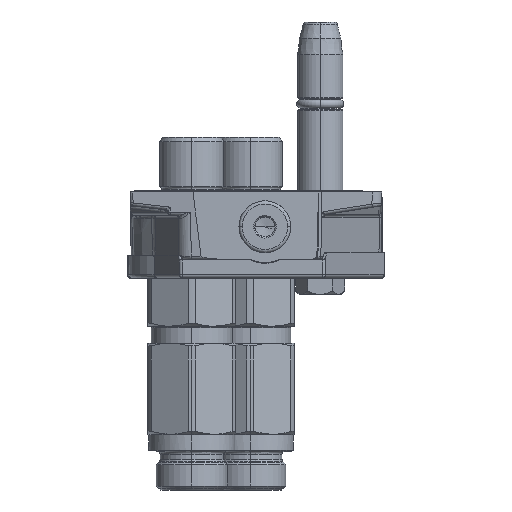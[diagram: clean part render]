
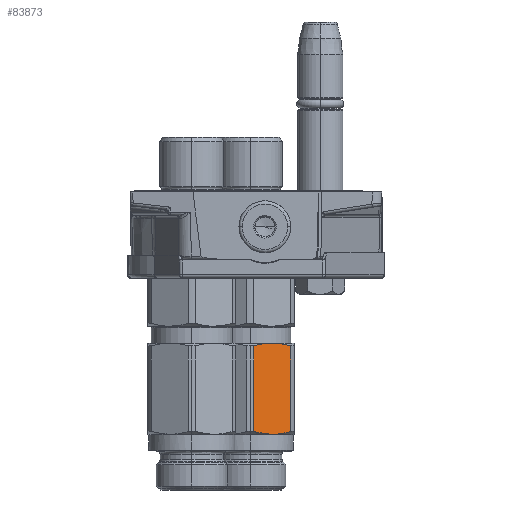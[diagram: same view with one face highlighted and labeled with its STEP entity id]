
A CAD part, front view. The second image highlights one B-rep face of the part: STEP entity #83873.
In plain terms, the highlighted face is planar.
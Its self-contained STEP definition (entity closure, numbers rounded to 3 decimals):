
#1249 = LINE ( 'NONE', #33204, #95011 ) ;
#1770 = DIRECTION ( 'NONE',  ( 0., 1., 0. ) ) ;
#2920 = CARTESIAN_POINT ( 'NONE',  ( 9.184, -24.666, 10.286 ) ) ;
#8365 = CARTESIAN_POINT ( 'NONE',  ( 6.75, -24.5, 11.691 ) ) ;
#9291 = CARTESIAN_POINT ( 'NONE',  ( 2.031, -25.105, 14.415 ) ) ;
#14150 = CARTESIAN_POINT ( 'NONE',  ( 10.534, -24.876, 9.507 ) ) ;
#14563 = CARTESIAN_POINT ( 'NONE',  ( 1.088, -51.69, 14.961 ) ) ;
#14829 = CARTESIAN_POINT ( 'NONE',  ( 1.088, -51.69, 14.961 ) ) ;
#15192 = CARTESIAN_POINT ( 'NONE',  ( 12.412, -25.366, 8.422 ) ) ;
#16216 = CARTESIAN_POINT ( 'NONE',  ( 9.394, -24.697, 10.165 ) ) ;
#16429 = CARTESIAN_POINT ( 'NONE',  ( 1.088, -25.366, 14.961 ) ) ;
#23897 = EDGE_CURVE ( 'NONE', #76988, #90575, #134362, .T. ) ;
#25949 = CARTESIAN_POINT ( 'NONE',  ( 8.649, -24.6, 10.595 ) ) ;
#26463 = ORIENTED_EDGE ( 'NONE', *, *, #76072, .F. ) ;
#28159 = CARTESIAN_POINT ( 'NONE',  ( 8.578, -52.556, 10.636 ) ) ;
#33204 = CARTESIAN_POINT ( 'NONE',  ( 12.412, -51.69, 8.422 ) ) ;
#35728 = ORIENTED_EDGE ( 'NONE', *, *, #67872, .F. ) ;
#37885 = EDGE_CURVE ( 'NONE', #140708, #68769, #62827, .T. ) ;
#38791 = CARTESIAN_POINT ( 'NONE',  ( 8.412, -24.577, 10.732 ) ) ;
#40885 = EDGE_LOOP ( 'NONE', ( #35728, #100562, #110605, #26463, #77812 ) ) ;
#41522 = CARTESIAN_POINT ( 'NONE',  ( 12.412, -51.69, 8.422 ) ) ;
#41737 = AXIS2_PLACEMENT_3D ( 'NONE', #86649, #147708, #148740 ) ;
#44617 = CARTESIAN_POINT ( 'NONE',  ( 1.088, -25.366, 14.961 ) ) ;
#46740 = CARTESIAN_POINT ( 'NONE',  ( 3.488, -24.797, 13.575 ) ) ;
#53813 = EDGE_CURVE ( 'NONE', #68769, #104510, #1249, .T. ) ;
#54689 = CARTESIAN_POINT ( 'NONE',  ( 12.412, -51.69, 8.422 ) ) ;
#56380 = CARTESIAN_POINT ( 'NONE',  ( 3.663, -24.767, 13.474 ) ) ;
#56806 = CARTESIAN_POINT ( 'NONE',  ( 1.088, -51.69, 14.961 ) ) ;
#56918 = CARTESIAN_POINT ( 'NONE',  ( 3.779, -24.748, 13.407 ) ) ;
#58505 = CARTESIAN_POINT ( 'NONE',  ( 2.964, -24.897, 13.877 ) ) ;
#62366 = CARTESIAN_POINT ( 'NONE',  ( 12.412, -25.366, 8.422 ) ) ;
#62827 = B_SPLINE_CURVE_WITH_KNOTS ( 'NONE', 3,
 ( #14829, #101489, #136366, #28159, #75851, #41522 ),
 .UNSPECIFIED., .F., .F.,
 ( 4, 2, 4 ),
 ( 0., 0.5, 1. ),
 .UNSPECIFIED. ) ;
#65820 = B_SPLINE_CURVE_WITH_KNOTS ( 'NONE', 3,
 ( #100309, #149562, #75205, #38791, #25949, #138286, #2920, #16216, #77242, #87452, #112107, #14150, #87973, #15192 ),
 .UNSPECIFIED., .F., .F.,
 ( 4, 2, 2, 1, 1, 2, 2, 4 ),
 ( 0., 0.25, 0.375, 0.438, 0.469, 0.484, 0.5, 1. ),
 .UNSPECIFIED. ) ;
#67872 = EDGE_CURVE ( 'NONE', #140708, #76988, #137350, .T. ) ;
#68769 = VERTEX_POINT ( 'NONE', #54689 ) ;
#75205 = CARTESIAN_POINT ( 'NONE',  ( 7.701, -24.519, 11.142 ) ) ;
#75312 = FACE_OUTER_BOUND ( 'NONE', #40885, .T. ) ;
#75851 = CARTESIAN_POINT ( 'NONE',  ( 10.465, -52.267, 9.546 ) ) ;
#76072 = EDGE_CURVE ( 'NONE', #90575, #104510, #65820, .T. ) ;
#76988 = VERTEX_POINT ( 'NONE', #16429 ) ;
#77242 = CARTESIAN_POINT ( 'NONE',  ( 9.484, -24.71, 10.113 ) ) ;
#77812 = ORIENTED_EDGE ( 'NONE', *, *, #23897, .F. ) ;
#83873 = ADVANCED_FACE ( 'NONE', ( #75312 ), #86125, .F. ) ;
#86125 = PLANE ( 'NONE',  #41737 ) ;
#86649 = CARTESIAN_POINT ( 'NONE',  ( 13.5, -24.5, 7.794 ) ) ;
#87452 = CARTESIAN_POINT ( 'NONE',  ( 9.544, -24.719, 10.078 ) ) ;
#87973 = CARTESIAN_POINT ( 'NONE',  ( 11.459, -25.088, 8.971 ) ) ;
#90575 = VERTEX_POINT ( 'NONE', #8365 ) ;
#95011 = VECTOR ( 'NONE', #96349, 1000. ) ;
#96349 = DIRECTION ( 'NONE',  ( 0., 1., 0. ) ) ;
#100309 = CARTESIAN_POINT ( 'NONE',  ( 6.75, -24.5, 11.691 ) ) ;
#100562 = ORIENTED_EDGE ( 'NONE', *, *, #37885, .T. ) ;
#101489 = CARTESIAN_POINT ( 'NONE',  ( 3.034, -52.267, 13.837 ) ) ;
#104510 = VERTEX_POINT ( 'NONE', #62366 ) ;
#106144 = CARTESIAN_POINT ( 'NONE',  ( 6.75, -24.5, 11.691 ) ) ;
#110605 = ORIENTED_EDGE ( 'NONE', *, *, #53813, .T. ) ;
#112107 = CARTESIAN_POINT ( 'NONE',  ( 9.575, -24.724, 10.06 ) ) ;
#131851 = CARTESIAN_POINT ( 'NONE',  ( 1.562, -25.228, 14.686 ) ) ;
#134362 = B_SPLINE_CURVE_WITH_KNOTS ( 'NONE', 3,
 ( #44617, #131851, #9291, #143121, #58505, #156494, #46740, #56380, #56918, #142071, #142590, #154906, #106144 ),
 .UNSPECIFIED., .F., .F.,
 ( 4, 2, 2, 1, 2, 2, 4 ),
 ( 0., 0.25, 0.375, 0.437, 0.469, 0.5, 1. ),
 .UNSPECIFIED. ) ;
#136366 = CARTESIAN_POINT ( 'NONE',  ( 4.922, -52.556, 12.747 ) ) ;
#137350 = LINE ( 'NONE', #14563, #154556 ) ;
#138286 = CARTESIAN_POINT ( 'NONE',  ( 9.006, -24.643, 10.389 ) ) ;
#140708 = VERTEX_POINT ( 'NONE', #56806 ) ;
#142071 = CARTESIAN_POINT ( 'NONE',  ( 3.836, -24.738, 13.374 ) ) ;
#142590 = CARTESIAN_POINT ( 'NONE',  ( 4.857, -24.577, 12.785 ) ) ;
#143121 = CARTESIAN_POINT ( 'NONE',  ( 2.731, -24.946, 14.011 ) ) ;
#147708 = DIRECTION ( 'NONE',  ( -0.5, 0., -0.866 ) ) ;
#148740 = DIRECTION ( 'NONE',  ( -0.866, 0., 0.5 ) ) ;
#149562 = CARTESIAN_POINT ( 'NONE',  ( 7.229, -24.5, 11.415 ) ) ;
#154556 = VECTOR ( 'NONE', #1770, 1000. ) ;
#154906 = CARTESIAN_POINT ( 'NONE',  ( 5.791, -24.501, 12.246 ) ) ;
#156494 = CARTESIAN_POINT ( 'NONE',  ( 3.313, -24.829, 13.675 ) ) ;
